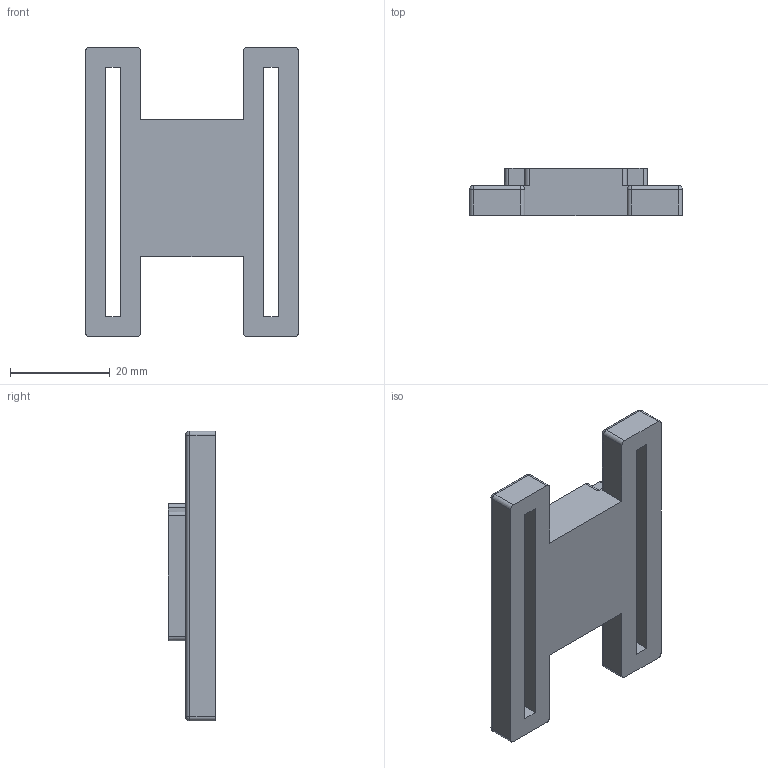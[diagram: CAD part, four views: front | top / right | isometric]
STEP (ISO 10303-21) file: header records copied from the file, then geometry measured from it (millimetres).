
FILE_DESCRIPTION((''),'2;1');
FILE_NAME('EXTLOWERV1','2023-03-14T16:15:03',('elija'),(''),'CREO PARAMETRIC BY PTC INC, 2022024','CREO PARAMETRIC BY PTC INC, 2022024','');
FILE_SCHEMA(('CONFIG_CONTROL_DESIGN'));
Length unit declared in the file: millimetre
Products named in the file (1): EXTLOWERV1
Bounding box: 42.6 x 9.5 x 58 mm (x, y, z)
Volume: 7030.1 mm3; surface area: 7181 mm2
Topology: 1 solids, 1 shells, 89 faces, 224 edges, 140 vertices
Faces by surface type: plane 41, cylinder 40, sphere 8
Entity records: 2740 total; most frequent: CARTESIAN_POINT 521, DIRECTION 462, ORIENTED_EDGE 448, EDGE_CURVE 224, AXIS2_PLACEMENT_3D 157, VECTOR 148, LINE 148, VERTEX_POINT 140
